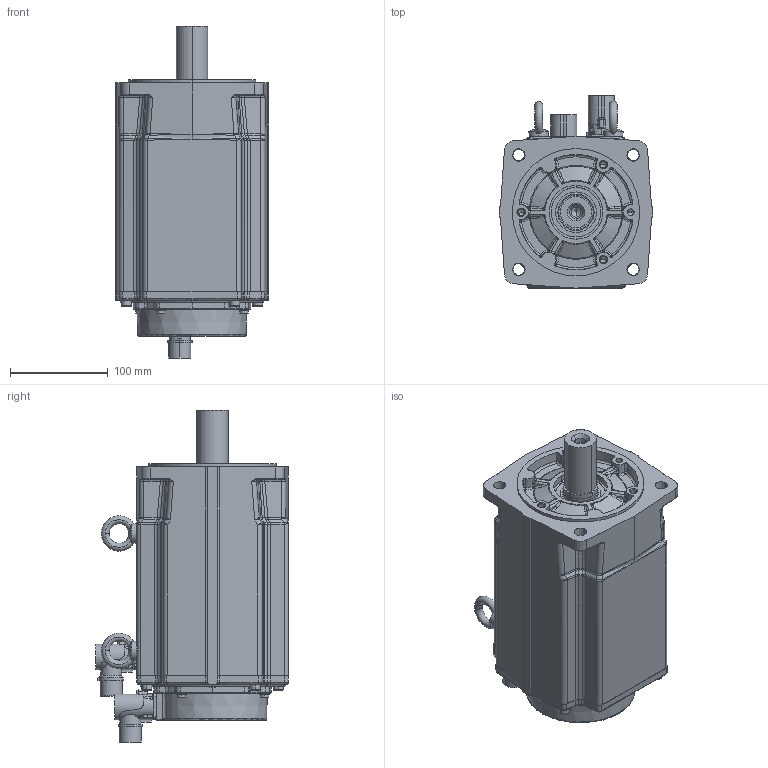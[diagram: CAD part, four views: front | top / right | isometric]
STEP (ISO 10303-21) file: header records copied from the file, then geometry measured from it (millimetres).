
FILE_DESCRIPTION((''),'2;1');
FILE_NAME('NX840EAR7000_SW0001','2004-06-24T',('pr1'),(''),'PRO/ENGINEER BY PARAMETRIC TECHNOLOGY CORPORATION, 2001500','PRO/ENGINEER BY PARAMETRIC TECHNOLOGY CORPORATION, 2001500','');
FILE_SCHEMA(('CONFIG_CONTROL_DESIGN'));
Products named in the file (1): NX840EAR7000_SW0001
Bounding box: 157 x 197 x 339 mm (x, y, z)
Volume: 5069550.4 mm3; surface area: 229088.4 mm2
Topology: 1 solids, 1 shells, 2343 faces, 5919 edges, 3639 vertices
Faces by surface type: plane 1065, cylinder 478, bspline 423, cone 225, torus 122, sphere 30
Entity records: 94004 total; most frequent: CARTESIAN_POINT 41321, ORIENTED_EDGE 11718, DIRECTION 9814, EDGE_CURVE 5859, VERTEX_POINT 3639, AXIS2_PLACEMENT_3D 3313, VECTOR 3188, LINE 3188
